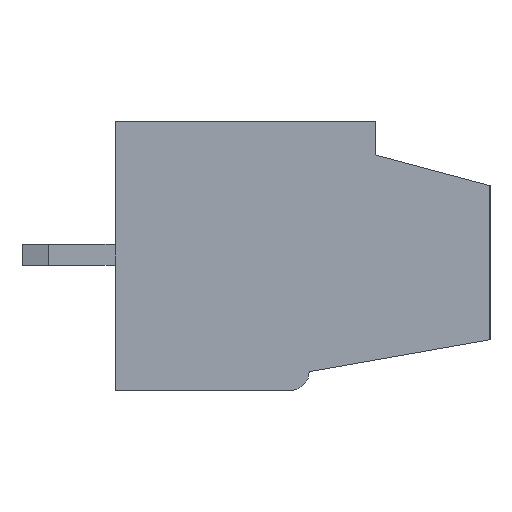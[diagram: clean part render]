
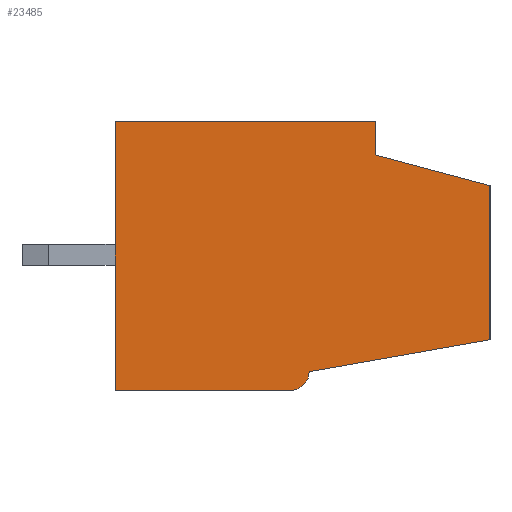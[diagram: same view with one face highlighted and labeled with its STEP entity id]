
A CAD part, left-side view. The second image highlights one B-rep face of the part: STEP entity #23485.
In plain terms, the highlighted planar face has unit normal (-1, 0, 0).
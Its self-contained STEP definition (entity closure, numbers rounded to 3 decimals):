
#226=DIRECTION('',(0.,0.,1.));
#227=VECTOR('',#226,5.799);
#228=CARTESIAN_POINT('',(-58.851,-0.1,-3.101));
#229=LINE('',#228,#227);
#6696=DIRECTION('',(0.,-1.,0.));
#6697=VECTOR('',#6696,6.6);
#6698=CARTESIAN_POINT('',(-58.851,14.,-5.));
#6699=LINE('',#6698,#6697);
#7004=DIRECTION('',(0.,0.,-1.));
#7005=VECTOR('',#7004,10.1);
#7006=CARTESIAN_POINT('',(-58.851,14.,5.1));
#7007=LINE('',#7006,#7005);
#7896=DIRECTION('',(0.,1.,0.));
#7897=VECTOR('',#7896,9.8);
#7898=CARTESIAN_POINT('',(-58.851,4.2,5.1));
#7899=LINE('',#7898,#7897);
#8156=DIRECTION('',(0.,0.985,-0.174));
#8157=VECTOR('',#8156,6.905);
#8158=CARTESIAN_POINT('',(-58.851,-0.1,-3.101));
#8159=LINE('',#8158,#8157);
#8160=CARTESIAN_POINT('',(-58.851,7.4,-4.3));
#8161=DIRECTION('',(1.,0.,0.));
#8162=DIRECTION('',(0.,-1.,0.));
#8163=AXIS2_PLACEMENT_3D('',#8160,#8161,#8162);
#8165=DIRECTION('',(0.,0.,-1.));
#8166=VECTOR('',#8165,1.25);
#8167=CARTESIAN_POINT('',(-58.851,4.2,5.1));
#8168=LINE('',#8167,#8166);
#8169=DIRECTION('',(0.,-0.966,-0.259));
#8170=VECTOR('',#8169,4.452);
#8171=CARTESIAN_POINT('',(-58.851,4.2,3.85));
#8172=LINE('',#8171,#8170);
#13030=CARTESIAN_POINT('',(-58.851,14.,-5.));
#13031=CARTESIAN_POINT('',(-58.851,7.4,-5.));
#13032=VERTEX_POINT('',#13030);
#13033=VERTEX_POINT('',#13031);
#13034=CARTESIAN_POINT('',(-58.851,6.7,-4.3));
#13035=VERTEX_POINT('',#13034);
#13036=CARTESIAN_POINT('',(-58.851,14.,5.1));
#13037=VERTEX_POINT('',#13036);
#13038=CARTESIAN_POINT('',(-58.851,4.2,5.1));
#13039=CARTESIAN_POINT('',(-58.851,4.2,3.85));
#13040=VERTEX_POINT('',#13038);
#13041=VERTEX_POINT('',#13039);
#13042=CARTESIAN_POINT('',(-58.851,-0.1,-3.101));
#13043=VERTEX_POINT('',#13042);
#13044=CARTESIAN_POINT('',(-58.851,-0.1,2.698));
#13045=VERTEX_POINT('',#13044);
#23470=CARTESIAN_POINT('',(-58.851,0.,0.));
#23471=DIRECTION('',(-1.,0.,0.));
#23472=DIRECTION('',(0.,-1.,0.));
#23473=AXIS2_PLACEMENT_3D('',#23470,#23471,#23472);
#23474=PLANE('',#23473);
#23475=ORIENTED_EDGE('',*,*,#13174,.F.);
#23476=ORIENTED_EDGE('',*,*,#21279,.T.);
#23477=ORIENTED_EDGE('',*,*,#21298,.T.);
#23478=ORIENTED_EDGE('',*,*,#21369,.F.);
#23479=ORIENTED_EDGE('',*,*,#21489,.F.);
#23480=ORIENTED_EDGE('',*,*,#23216,.F.);
#23481=ORIENTED_EDGE('',*,*,#23343,.T.);
#23482=ORIENTED_EDGE('',*,*,#23462,.T.);
#23483=EDGE_LOOP('',(#23475,#23476,#23477,#23478,#23479,#23480,#23481,#23482));
#23484=FACE_OUTER_BOUND('',#23483,.F.);
#8164=CIRCLE('',#8163,0.7);
#13174=EDGE_CURVE('',#13043,#13045,#229,.T.);
#21279=EDGE_CURVE('',#13043,#13035,#8159,.T.);
#21298=EDGE_CURVE('',#13035,#13033,#8164,.T.);
#21369=EDGE_CURVE('',#13032,#13033,#6699,.T.);
#21489=EDGE_CURVE('',#13037,#13032,#7007,.T.);
#23216=EDGE_CURVE('',#13040,#13037,#7899,.T.);
#23343=EDGE_CURVE('',#13040,#13041,#8168,.T.);
#23462=EDGE_CURVE('',#13041,#13045,#8172,.T.);
#23485=ADVANCED_FACE('',(#23484),#23474,.T.);
